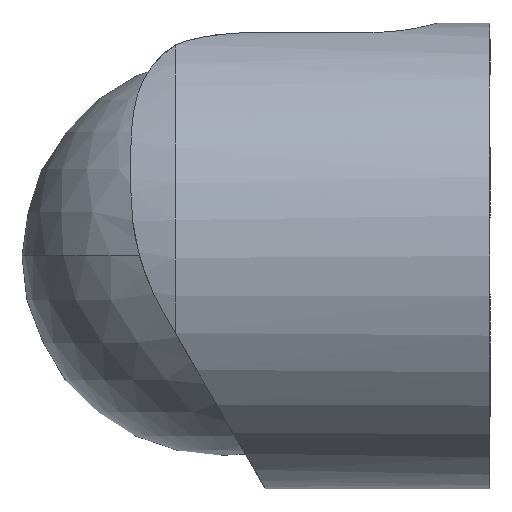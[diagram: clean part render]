
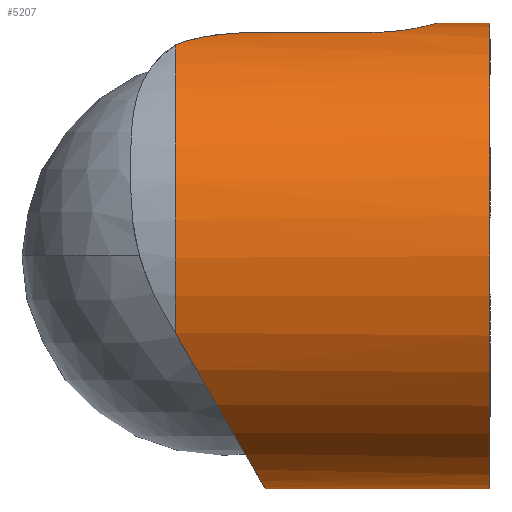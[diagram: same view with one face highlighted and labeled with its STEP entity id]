
A CAD part, left-side view. The second image highlights one B-rep face of the part: STEP entity #5207.
In plain terms, the highlighted cylindrical face has radius 11.113 mm (diameter 22.225 mm), a partial arc.
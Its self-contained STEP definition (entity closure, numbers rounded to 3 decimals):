
#32 = EDGE_CURVE ( 'NONE', #20395, #990, #16984, .T. ) ;
#134 = ORIENTED_EDGE ( 'NONE', *, *, #9574, .T. ) ;
#485 = CARTESIAN_POINT ( 'NONE',  ( 9.929, 2.927, 11.012 ) ) ;
#566 = CARTESIAN_POINT ( 'NONE',  ( 8.52, 4.791, 10.714 ) ) ;
#612 = EDGE_CURVE ( 'NONE', #4460, #21195, #16214, .T. ) ;
#739 = CARTESIAN_POINT ( 'NONE',  ( 11.066, 2.56, 11.107 ) ) ;
#990 = VERTEX_POINT ( 'NONE', #21729 ) ;
#1333 = ORIENTED_EDGE ( 'NONE', *, *, #6713, .T. ) ;
#1495 = CARTESIAN_POINT ( 'NONE',  ( 8.42, 10.801, 10.686 ) ) ;
#2435 = VERTEX_POINT ( 'NONE', #17764 ) ;
#2564 = CARTESIAN_POINT ( 'NONE',  ( 11.269, 2.54, 11.112 ) ) ;
#2645 = CARTESIAN_POINT ( 'NONE',  ( 8.578, 4.601, 10.73 ) ) ;
#2691 = EDGE_CURVE ( 'NONE', #2435, #6179, #2886, .T. ) ;
#2886 = LINE ( 'NONE', #5168, #24681 ) ;
#3239 = DIRECTION ( 'NONE',  ( 0., -1., 0. ) ) ;
#4297 = EDGE_LOOP ( 'NONE', ( #12258, #16250, #11837, #134, #19087, #17220, #1333, #8187 ) ) ;
#4357 = CARTESIAN_POINT ( 'NONE',  ( 8.441, 5.183, 10.692 ) ) ;
#4415 = AXIS2_PLACEMENT_3D ( 'NONE', #17023, #7360, #13181 ) ;
#4460 = VERTEX_POINT ( 'NONE', #12875 ) ;
#4524 = CARTESIAN_POINT ( 'NONE',  ( 10.674, 2.638, 11.086 ) ) ;
#4967 = CARTESIAN_POINT ( 'NONE',  ( 8.233, 12.346, 10.631 ) ) ;
#5116 = CARTESIAN_POINT ( 'NONE',  ( 11.468, 15.037, 0. ) ) ;
#5168 = CARTESIAN_POINT ( 'NONE',  ( 11.468, 5.385, 11.112 ) ) ;
#5207 = ADVANCED_FACE ( 'NONE', ( #22588 ), #17769, .T. ) ;
#5712 =( BOUNDED_CURVE ( )  B_SPLINE_CURVE ( 3, ( #17358, #15311, #15643, #11568 ),
 .UNSPECIFIED., .F., .F. ) 
 B_SPLINE_CURVE_WITH_KNOTS ( ( 4, 4 ),
 ( 1.907, 3.142 ),
 .UNSPECIFIED. ) 
 CURVE ( )  GEOMETRIC_REPRESENTATION_ITEM ( )  RATIONAL_B_SPLINE_CURVE ( ( 1., 0.877, 0.877, 1. ) ) 
 REPRESENTATION_ITEM ( '' )  );
#6179 = VERTEX_POINT ( 'NONE', #13874 ) ;
#6300 = VECTOR ( 'NONE', #12412, 1000. ) ;
#6485 = CARTESIAN_POINT ( 'NONE',  ( 9.047, 3.726, 10.846 ) ) ;
#6713 = EDGE_CURVE ( 'NONE', #990, #21195, #5712, .T. ) ;
#7360 = DIRECTION ( 'NONE',  ( 0., 1., 0. ) ) ;
#7730 = B_SPLINE_CURVE_WITH_KNOTS ( 'NONE', 3,
 ( #1495, #22534, #14755, #24651, #4967, #12974, #10945, #11040, #20452, #10853, #8819, #18579 ),
 .UNSPECIFIED., .F., .F.,
 ( 4, 2, 2, 2, 2, 4 ),
 ( 0., 0.001, 0.002, 0.002, 0.003, 0.005 ),
 .UNSPECIFIED. ) ;
#8187 = ORIENTED_EDGE ( 'NONE', *, *, #612, .F. ) ;
#8582 = CARTESIAN_POINT ( 'NONE',  ( 8.42, 5.385, 10.686 ) ) ;
#8819 = CARTESIAN_POINT ( 'NONE',  ( 7.053, 14.756, 10.201 ) ) ;
#9574 = EDGE_CURVE ( 'NONE', #21271, #19175, #23535, .T. ) ;
#10584 = DIRECTION ( 'NONE',  ( 0., 0., -1. ) ) ;
#10655 = EDGE_CURVE ( 'NONE', #6179, #21271, #20082, .T. ) ;
#10838 = DIRECTION ( 'NONE',  ( 0., 0., -1. ) ) ;
#10853 = CARTESIAN_POINT ( 'NONE',  ( 7.283, 14.447, 10.297 ) ) ;
#10945 = CARTESIAN_POINT ( 'NONE',  ( 8.064, 12.908, 10.578 ) ) ;
#10998 = AXIS2_PLACEMENT_3D ( 'NONE', #12556, #20261, #10584 ) ;
#11040 = CARTESIAN_POINT ( 'NONE',  ( 7.854, 13.452, 10.509 ) ) ;
#11568 = CARTESIAN_POINT ( 'NONE',  ( 11.468, 10.736, -11.113 ) ) ;
#11837 = ORIENTED_EDGE ( 'NONE', *, *, #10655, .T. ) ;
#12258 = ORIENTED_EDGE ( 'NONE', *, *, #21202, .T. ) ;
#12394 = CARTESIAN_POINT ( 'NONE',  ( 9.172, 3.574, 10.874 ) ) ;
#12412 = DIRECTION ( 'NONE',  ( 0., 1., 0. ) ) ;
#12556 = CARTESIAN_POINT ( 'NONE',  ( 11.468, 0., 0. ) ) ;
#12601 = EDGE_CURVE ( 'NONE', #19175, #20395, #7730, .T. ) ;
#12620 = DIRECTION ( 'NONE',  ( 0., 1., 0. ) ) ;
#12875 = CARTESIAN_POINT ( 'NONE',  ( 11.468, 0., -11.113 ) ) ;
#12974 = CARTESIAN_POINT ( 'NONE',  ( 8.126, 12.721, 10.598 ) ) ;
#13181 = DIRECTION ( 'NONE',  ( 0., 0., -1. ) ) ;
#13874 = CARTESIAN_POINT ( 'NONE',  ( 11.468, 2.54, 11.112 ) ) ;
#14235 = CARTESIAN_POINT ( 'NONE',  ( 9.594, 3.151, 10.957 ) ) ;
#14489 = CARTESIAN_POINT ( 'NONE',  ( 8.42, 5.588, 10.686 ) ) ;
#14755 = CARTESIAN_POINT ( 'NONE',  ( 8.384, 11.584, 10.676 ) ) ;
#14964 = DIRECTION ( 'NONE',  ( 0., 1., 0. ) ) ;
#15311 = CARTESIAN_POINT ( 'NONE',  ( 2.589, 12.371, -8.281 ) ) ;
#15397 = CARTESIAN_POINT ( 'NONE',  ( 8.42, 10.801, 10.686 ) ) ;
#15643 = CARTESIAN_POINT ( 'NONE',  ( 6.577, 10.736, -11.112 ) ) ;
#16214 = LINE ( 'NONE', #24297, #17718 ) ;
#16250 = ORIENTED_EDGE ( 'NONE', *, *, #2691, .T. ) ;
#16984 = CIRCLE ( 'NONE', #22648, 11.113 ) ;
#17023 = CARTESIAN_POINT ( 'NONE',  ( 11.468, 5.385, 0. ) ) ;
#17220 = ORIENTED_EDGE ( 'NONE', *, *, #32, .T. ) ;
#17358 = CARTESIAN_POINT ( 'NONE',  ( 0.977, 15.037, -3.663 ) ) ;
#17718 = VECTOR ( 'NONE', #12620, 1000. ) ;
#17764 = CARTESIAN_POINT ( 'NONE',  ( 11.468, 0., 11.112 ) ) ;
#17769 = CYLINDRICAL_SURFACE ( 'NONE', #4415, 11.113 ) ;
#17911 = CARTESIAN_POINT ( 'NONE',  ( 8.42, 5.588, 10.686 ) ) ;
#17990 = CARTESIAN_POINT ( 'NONE',  ( 11.468, 2.54, 11.112 ) ) ;
#18146 = CARTESIAN_POINT ( 'NONE',  ( 8.826, 4.055, 10.794 ) ) ;
#18579 = CARTESIAN_POINT ( 'NONE',  ( 6.801, 15.037, 10.085 ) ) ;
#18615 = CARTESIAN_POINT ( 'NONE',  ( 6.801, 15.037, 10.085 ) ) ;
#19087 = ORIENTED_EDGE ( 'NONE', *, *, #12601, .T. ) ;
#19175 = VERTEX_POINT ( 'NONE', #15397 ) ;
#19920 = CARTESIAN_POINT ( 'NONE',  ( 8.42, 5.386, 10.686 ) ) ;
#20082 = B_SPLINE_CURVE_WITH_KNOTS ( 'NONE', 3,
 ( #17990, #2564, #739, #4524, #23976, #485, #14235, #12394, #6485, #18146, #23724, #2645, #566, #4357, #19920, #17911 ),
 .UNSPECIFIED., .F., .F.,
 ( 4, 2, 2, 2, 2, 2, 2, 4 ),
 ( 0.005, 0.005, 0.006, 0.007, 0.008, 0.008, 0.009, 0.01 ),
 .UNSPECIFIED. ) ;
#20261 = DIRECTION ( 'NONE',  ( 0., 1., 0. ) ) ;
#20395 = VERTEX_POINT ( 'NONE', #18615 ) ;
#20452 = CARTESIAN_POINT ( 'NONE',  ( 7.683, 13.796, 10.45 ) ) ;
#21195 = VERTEX_POINT ( 'NONE', #22273 ) ;
#21202 = EDGE_CURVE ( 'NONE', #4460, #2435, #22816, .T. ) ;
#21271 = VERTEX_POINT ( 'NONE', #14489 ) ;
#21729 = CARTESIAN_POINT ( 'NONE',  ( 0.977, 15.037, -3.663 ) ) ;
#22273 = CARTESIAN_POINT ( 'NONE',  ( 11.468, 10.736, -11.113 ) ) ;
#22534 = CARTESIAN_POINT ( 'NONE',  ( 8.42, 11.196, 10.686 ) ) ;
#22588 = FACE_OUTER_BOUND ( 'NONE', #4297, .T. ) ;
#22648 = AXIS2_PLACEMENT_3D ( 'NONE', #5116, #3239, #10838 ) ;
#22816 = CIRCLE ( 'NONE', #10998, 11.113 ) ;
#23535 = LINE ( 'NONE', #8582, #6300 ) ;
#23724 = CARTESIAN_POINT ( 'NONE',  ( 8.73, 4.234, 10.77 ) ) ;
#23976 = CARTESIAN_POINT ( 'NONE',  ( 10.484, 2.696, 11.07 ) ) ;
#24297 = CARTESIAN_POINT ( 'NONE',  ( 11.468, 5.385, -11.113 ) ) ;
#24651 = CARTESIAN_POINT ( 'NONE',  ( 8.277, 12.156, 10.644 ) ) ;
#24681 = VECTOR ( 'NONE', #14964, 1000. ) ;
